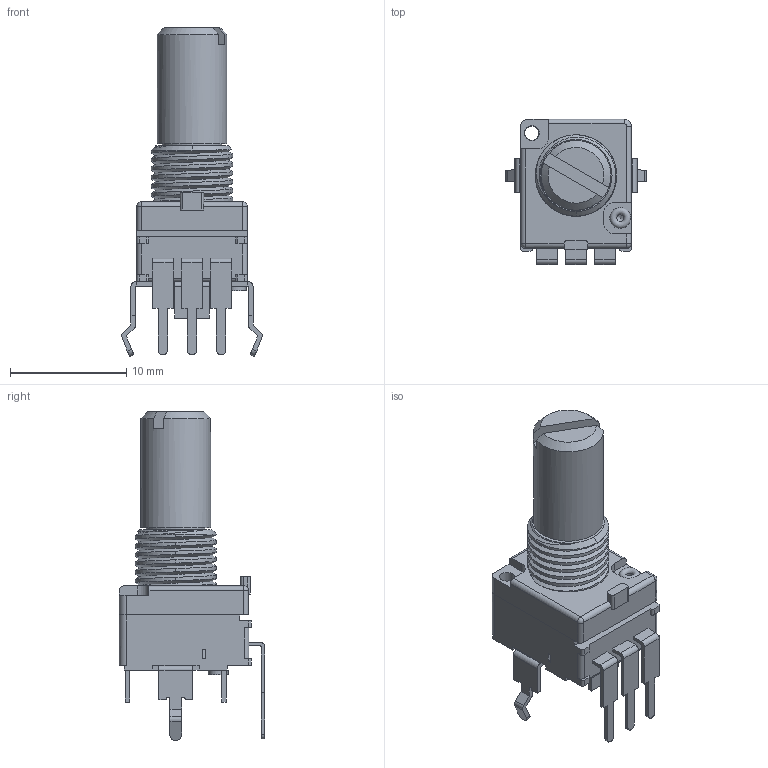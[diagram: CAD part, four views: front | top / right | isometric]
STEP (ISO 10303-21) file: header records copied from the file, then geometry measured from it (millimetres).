
FILE_DESCRIPTION(/* description */ (''),/* implementation_level */ '2;1');
FILE_NAME(/* name */ 'tt P0915N-EC15BR10K.step',/* time_stamp */ '2022-03-19T08:24:52+00:00',/* author */ (''),/* organization */ (''),/* preprocessor_version */ 'ST-DEVELOPER v18.1',/* originating_system */ 'Autodesk Translation Framework v10.13.0.1454',/* authorisation */ '');
FILE_SCHEMA (('AUTOMOTIVE_DESIGN { 1 0 10303 214 3 1 1 }'));
Length unit declared in the file: millimetre
Products named in the file (2): tt P0915N-EC15BR10K; Component7
Assembly tree (1 placements, depth 2):
  tt P0915N-EC15BR10K
    Component7
Bounding box: 12.1 x 12.5 x 28.3 mm (x, y, z)
Volume: 1190.5 mm3; surface area: 1369.6 mm2
Topology: 1 solids, 3 shells, 283 faces, 768 edges, 503 vertices
Faces by surface type: plane 183, cylinder 85, bspline 7, cone 5, sphere 2, torus 1
Full cylindrical faces by diameter (mm): 0.6 x1, 1.15 x1, 1.2 x4, 1.3 x2, 1.7 x1, 3.5 x2, 3.51 x2, 5.1 x1, 6 x1, 7 x5
Entity records: 11068 total; most frequent: CARTESIAN_POINT 3677, ORIENTED_EDGE 1534, DIRECTION 1477, EDGE_CURVE 767, LINE 549, VECTOR 549, VERTEX_POINT 503, AXIS2_PLACEMENT_3D 464
